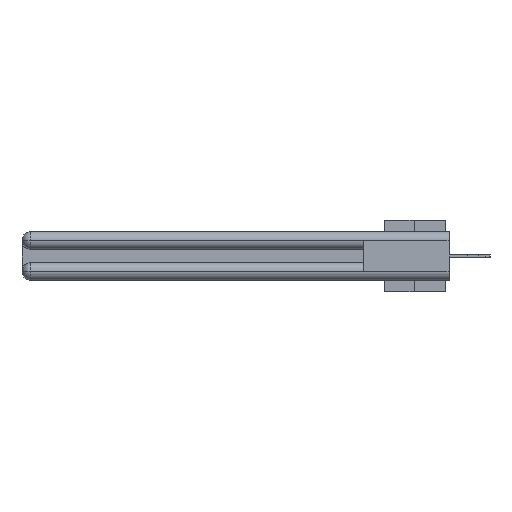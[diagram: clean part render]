
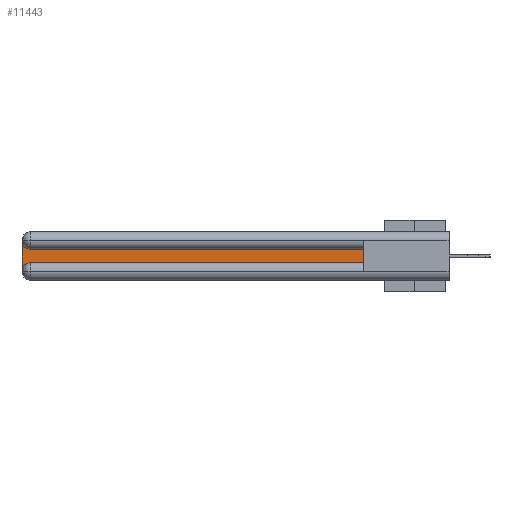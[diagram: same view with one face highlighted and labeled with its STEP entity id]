
A CAD part, left-side view. The second image highlights one B-rep face of the part: STEP entity #11443.
In plain terms, the highlighted planar face has unit normal (-1, 0, 0).
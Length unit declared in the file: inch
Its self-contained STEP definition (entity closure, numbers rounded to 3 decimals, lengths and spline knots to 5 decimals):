
#557 = VERTEX_POINT ( 'NONE', #28863 ) ;
#1305 = DIRECTION ( 'NONE',  ( 0., 0., -1. ) ) ;
#1822 = EDGE_CURVE ( 'NONE', #5957, #30723, #12451, .T. ) ;
#2630 = DIRECTION ( 'NONE',  ( 1., 0., 0. ) ) ;
#2768 = ORIENTED_EDGE ( 'NONE', *, *, #36020, .T. ) ;
#3269 = EDGE_CURVE ( 'NONE', #30723, #30718, #21108, .T. ) ;
#3920 = CARTESIAN_POINT ( 'NONE',  ( 0.075, 0.6, -0.2175 ) ) ;
#4144 = EDGE_LOOP ( 'NONE', ( #8223, #11820, #14535, #22676, #2768, #39753 ) ) ;
#5326 = CARTESIAN_POINT ( 'NONE',  ( 0.075, 3., -0.2775 ) ) ;
#5957 = VERTEX_POINT ( 'NONE', #3920 ) ;
#8223 = ORIENTED_EDGE ( 'NONE', *, *, #3269, .T. ) ;
#10266 = DIRECTION ( 'NONE',  ( 0., 0., -1. ) ) ;
#11052 = LINE ( 'NONE', #37615, #36498 ) ;
#11148 = CARTESIAN_POINT ( 'NONE',  ( 0.075, 2.94, -0.2175 ) ) ;
#11355 = DIRECTION ( 'NONE',  ( 0., 1., 0. ) ) ;
#11443 = ADVANCED_FACE ( 'NONE', ( #42473 ), #36177, .F. ) ;
#11820 = ORIENTED_EDGE ( 'NONE', *, *, #30507, .T. ) ;
#12451 = LINE ( 'NONE', #42082, #21077 ) ;
#14535 = ORIENTED_EDGE ( 'NONE', *, *, #41062, .T. ) ;
#14593 = CARTESIAN_POINT ( 'NONE',  ( 0.075, 0.6, -0.1225 ) ) ;
#15923 = DIRECTION ( 'NONE',  ( 0., -1., 0. ) ) ;
#16390 = CIRCLE ( 'NONE', #24002, 0.06 ) ;
#17413 = CARTESIAN_POINT ( 'NONE',  ( 0.075, 0.6, -0.1225 ) ) ;
#21077 = VECTOR ( 'NONE', #38822, 39.37008 ) ;
#21108 = LINE ( 'NONE', #14593, #26759 ) ;
#22676 = ORIENTED_EDGE ( 'NONE', *, *, #23863, .T. ) ;
#23863 = EDGE_CURVE ( 'NONE', #27463, #40743, #42477, .T. ) ;
#23945 = CARTESIAN_POINT ( 'NONE',  ( 0.075, 2.94, -0.0625 ) ) ;
#24002 = AXIS2_PLACEMENT_3D ( 'NONE', #23945, #33433, #33221 ) ;
#25132 = DIRECTION ( 'NONE',  ( 0., 0., -1. ) ) ;
#25241 = AXIS2_PLACEMENT_3D ( 'NONE', #28150, #2630, #25132 ) ;
#26759 = VECTOR ( 'NONE', #11355, 39.37008 ) ;
#27463 = VERTEX_POINT ( 'NONE', #5326 ) ;
#28150 = CARTESIAN_POINT ( 'NONE',  ( 0.075, 2.94, -0.2775 ) ) ;
#28863 = CARTESIAN_POINT ( 'NONE',  ( 0.075, 3., -0.0625 ) ) ;
#30507 = EDGE_CURVE ( 'NONE', #30718, #557, #16390, .T. ) ;
#30718 = VERTEX_POINT ( 'NONE', #33867 ) ;
#30723 = VERTEX_POINT ( 'NONE', #17413 ) ;
#32963 = DIRECTION ( 'NONE',  ( 1., 0., 0. ) ) ;
#33221 = DIRECTION ( 'NONE',  ( 0., 0., -1. ) ) ;
#33433 = DIRECTION ( 'NONE',  ( 1., 0., 0. ) ) ;
#33867 = CARTESIAN_POINT ( 'NONE',  ( 0.075, 2.94, -0.1225 ) ) ;
#35782 = CARTESIAN_POINT ( 'NONE',  ( 0.075, 3., -0.1225 ) ) ;
#36020 = EDGE_CURVE ( 'NONE', #40743, #5957, #42514, .T. ) ;
#36177 = PLANE ( 'NONE',  #38625 ) ;
#36498 = VECTOR ( 'NONE', #1305, 39.37008 ) ;
#37615 = CARTESIAN_POINT ( 'NONE',  ( 0.075, 3., -0.2175 ) ) ;
#37841 = VECTOR ( 'NONE', #15923, 39.37008 ) ;
#38625 = AXIS2_PLACEMENT_3D ( 'NONE', #35782, #32963, #10266 ) ;
#38822 = DIRECTION ( 'NONE',  ( 0., 0., 1. ) ) ;
#39753 = ORIENTED_EDGE ( 'NONE', *, *, #1822, .T. ) ;
#40743 = VERTEX_POINT ( 'NONE', #11148 ) ;
#41062 = EDGE_CURVE ( 'NONE', #557, #27463, #11052, .T. ) ;
#41897 = CARTESIAN_POINT ( 'NONE',  ( 0.075, 0.6, -0.2175 ) ) ;
#42082 = CARTESIAN_POINT ( 'NONE',  ( 0.075, 0.6, -0.2175 ) ) ;
#42473 = FACE_OUTER_BOUND ( 'NONE', #4144, .T. ) ;
#42477 = CIRCLE ( 'NONE', #25241, 0.06 ) ;
#42514 = LINE ( 'NONE', #41897, #37841 ) ;
